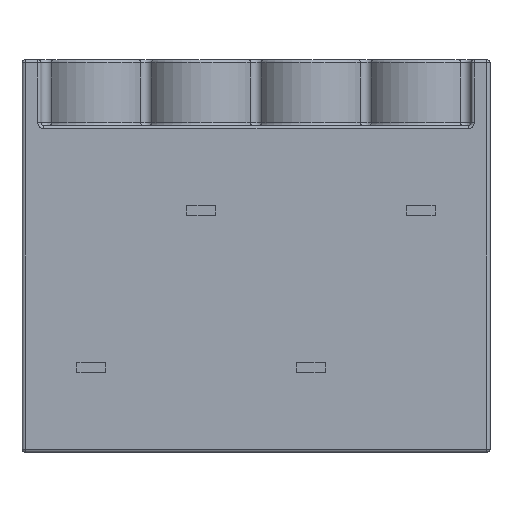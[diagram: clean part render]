
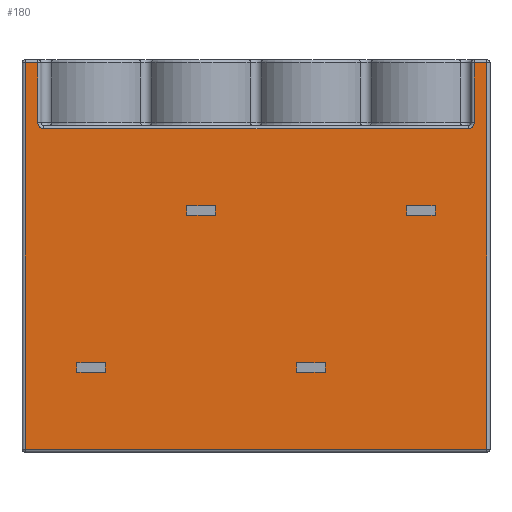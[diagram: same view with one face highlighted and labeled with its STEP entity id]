
A CAD part, front view. The second image highlights one B-rep face of the part: STEP entity #180.
In plain terms, the highlighted planar face has unit normal (0, -1, 0).
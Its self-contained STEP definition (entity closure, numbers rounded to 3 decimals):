
#180=ADVANCED_FACE('',(#547,#548,#549,#550,#551),#552,.T.);
#547=FACE_OUTER_BOUND('',#1701,.T.);
#548=FACE_BOUND('',#1702,.T.);
#549=FACE_BOUND('',#1703,.T.);
#550=FACE_BOUND('',#1704,.T.);
#551=FACE_BOUND('',#1705,.T.);
#552=PLANE('',#1706);
#1701=EDGE_LOOP('',(#3237,#3238,#3239,#3240,#3241,#3242,#3243,#3244,#3245,#3246));
#1702=EDGE_LOOP('',(#3247,#3248,#3249,#3250));
#1703=EDGE_LOOP('',(#3251,#3252,#3253,#3254));
#1704=EDGE_LOOP('',(#3255,#3256,#3257,#3258));
#1705=EDGE_LOOP('',(#3259,#3260,#3261,#3262));
#1706=AXIS2_PLACEMENT_3D('',#3263,#3264,#3265);
#3237=ORIENTED_EDGE('',*,*,#4219,.T.);
#3238=ORIENTED_EDGE('',*,*,#4220,.T.);
#3239=ORIENTED_EDGE('',*,*,#4218,.T.);
#3240=ORIENTED_EDGE('',*,*,#4213,.F.);
#3241=ORIENTED_EDGE('',*,*,#4054,.F.);
#3242=ORIENTED_EDGE('',*,*,#4050,.F.);
#3243=ORIENTED_EDGE('',*,*,#4047,.F.);
#3244=ORIENTED_EDGE('',*,*,#4221,.T.);
#3245=ORIENTED_EDGE('',*,*,#4222,.T.);
#3246=ORIENTED_EDGE('',*,*,#4223,.T.);
#3247=ORIENTED_EDGE('',*,*,#4224,.T.);
#3248=ORIENTED_EDGE('',*,*,#4225,.T.);
#3249=ORIENTED_EDGE('',*,*,#4226,.F.);
#3250=ORIENTED_EDGE('',*,*,#4227,.F.);
#3251=ORIENTED_EDGE('',*,*,#4228,.T.);
#3252=ORIENTED_EDGE('',*,*,#4229,.T.);
#3253=ORIENTED_EDGE('',*,*,#4230,.F.);
#3254=ORIENTED_EDGE('',*,*,#4231,.F.);
#3255=ORIENTED_EDGE('',*,*,#4232,.T.);
#3256=ORIENTED_EDGE('',*,*,#4233,.T.);
#3257=ORIENTED_EDGE('',*,*,#4234,.F.);
#3258=ORIENTED_EDGE('',*,*,#4235,.F.);
#3259=ORIENTED_EDGE('',*,*,#4236,.T.);
#3260=ORIENTED_EDGE('',*,*,#4237,.T.);
#3261=ORIENTED_EDGE('',*,*,#4238,.F.);
#3262=ORIENTED_EDGE('',*,*,#4239,.F.);
#3263=CARTESIAN_POINT('',(-7.45,0.0,0.0));
#3264=DIRECTION('',(0.0,-1.0,0.0));
#3265=DIRECTION('',(0.0,0.0,-1.0));
#4047=EDGE_CURVE('',#4677,#4679,#4680,.T.);
#4050=EDGE_CURVE('',#4679,#4683,#4684,.T.);
#4054=EDGE_CURVE('',#4683,#4689,#4690,.T.);
#4213=EDGE_CURVE('',#4689,#4944,#4945,.T.);
#4218=EDGE_CURVE('',#4949,#4944,#4951,.T.);
#4219=EDGE_CURVE('',#4952,#4953,#4954,.T.);
#4220=EDGE_CURVE('',#4953,#4949,#4955,.T.);
#4221=EDGE_CURVE('',#4677,#4956,#4957,.T.);
#4222=EDGE_CURVE('',#4956,#4958,#4959,.T.);
#4223=EDGE_CURVE('',#4958,#4952,#4960,.T.);
#4224=EDGE_CURVE('',#4961,#4962,#4963,.T.);
#4225=EDGE_CURVE('',#4962,#4964,#4965,.T.);
#4226=EDGE_CURVE('',#4966,#4964,#4967,.T.);
#4227=EDGE_CURVE('',#4961,#4966,#4968,.T.);
#4228=EDGE_CURVE('',#4969,#4970,#4971,.T.);
#4229=EDGE_CURVE('',#4970,#4972,#4973,.T.);
#4230=EDGE_CURVE('',#4974,#4972,#4975,.T.);
#4231=EDGE_CURVE('',#4969,#4974,#4976,.T.);
#4232=EDGE_CURVE('',#4977,#4978,#4979,.T.);
#4233=EDGE_CURVE('',#4978,#4980,#4981,.T.);
#4234=EDGE_CURVE('',#4982,#4980,#4983,.T.);
#4235=EDGE_CURVE('',#4977,#4982,#4984,.T.);
#4236=EDGE_CURVE('',#4985,#4986,#4987,.T.);
#4237=EDGE_CURVE('',#4986,#4988,#4989,.T.);
#4238=EDGE_CURVE('',#4990,#4988,#4991,.T.);
#4239=EDGE_CURVE('',#4985,#4990,#4992,.T.);
#4677=VERTEX_POINT('',#5930);
#4679=VERTEX_POINT('',#5932);
#4680=LINE('',#5933,#5934);
#4683=VERTEX_POINT('',#5937);
#4684=LINE('',#5938,#5939);
#4689=VERTEX_POINT('',#5944);
#4690=LINE('',#5945,#5946);
#4944=VERTEX_POINT('',#6320);
#4945=LINE('',#6321,#6322);
#4949=VERTEX_POINT('',#6326);
#4951=LINE('',#6328,#6329);
#4952=VERTEX_POINT('',#6330);
#4953=VERTEX_POINT('',#6331);
#4954=CIRCLE('',#6332,0.2);
#4955=LINE('',#6333,#6334);
#4956=VERTEX_POINT('',#6335);
#4957=LINE('',#6336,#6337);
#4958=VERTEX_POINT('',#6338);
#4959=CIRCLE('',#6339,0.2);
#4960=LINE('',#6340,#6341);
#4961=VERTEX_POINT('',#6342);
#4962=VERTEX_POINT('',#6343);
#4963=LINE('',#6344,#6345);
#4964=VERTEX_POINT('',#6346);
#4965=LINE('',#6347,#6348);
#4966=VERTEX_POINT('',#6349);
#4967=LINE('',#6350,#6351);
#4968=LINE('',#6352,#6353);
#4969=VERTEX_POINT('',#6354);
#4970=VERTEX_POINT('',#6355);
#4971=LINE('',#6356,#6357);
#4972=VERTEX_POINT('',#6358);
#4973=LINE('',#6359,#6360);
#4974=VERTEX_POINT('',#6361);
#4975=LINE('',#6362,#6363);
#4976=LINE('',#6364,#6365);
#4977=VERTEX_POINT('',#6366);
#4978=VERTEX_POINT('',#6367);
#4979=LINE('',#6368,#6369);
#4980=VERTEX_POINT('',#6370);
#4981=LINE('',#6371,#6372);
#4982=VERTEX_POINT('',#6373);
#4983=LINE('',#6374,#6375);
#4984=LINE('',#6376,#6377);
#4985=VERTEX_POINT('',#6378);
#4986=VERTEX_POINT('',#6379);
#4987=LINE('',#6380,#6381);
#4988=VERTEX_POINT('',#6382);
#4989=LINE('',#6383,#6384);
#4990=VERTEX_POINT('',#6385);
#4991=LINE('',#6386,#6387);
#4992=LINE('',#6388,#6389);
#5930=CARTESIAN_POINT('',(6.95,0.0,-0.1));
#5932=CARTESIAN_POINT('',(7.35,0.0,-0.1));
#5933=CARTESIAN_POINT('',(6.95,0.0,-0.1));
#5934=VECTOR('',#6946,0.4);
#5937=CARTESIAN_POINT('',(7.35,0.0,-12.4));
#5938=CARTESIAN_POINT('',(7.35,0.0,-0.1));
#5939=VECTOR('',#6953,12.3);
#5944=CARTESIAN_POINT('',(-7.35,0.0,-12.4));
#5945=CARTESIAN_POINT('',(7.35,0.0,-12.4));
#5946=VECTOR('',#6963,14.7);
#6320=CARTESIAN_POINT('',(-7.35,0.0,-0.1));
#6321=CARTESIAN_POINT('',(-7.35,0.0,-12.4));
#6322=VECTOR('',#7198,12.3);
#6326=CARTESIAN_POINT('',(-6.95,0.0,-0.1));
#6328=CARTESIAN_POINT('',(-6.95,0.0,-0.1));
#6329=VECTOR('',#7211,0.4);
#6330=CARTESIAN_POINT('',(-6.75,0.0,-2.2));
#6331=CARTESIAN_POINT('',(-6.95,0.0,-2.0));
#6332=AXIS2_PLACEMENT_3D('',#7212,#7213,#7214);
#6333=CARTESIAN_POINT('',(-6.95,0.0,-2.0));
#6334=VECTOR('',#7215,1.9);
#6335=CARTESIAN_POINT('',(6.95,0.0,-2.0));
#6336=CARTESIAN_POINT('',(6.95,0.0,-0.1));
#6337=VECTOR('',#7216,1.9);
#6338=CARTESIAN_POINT('',(6.75,0.0,-2.2));
#6339=AXIS2_PLACEMENT_3D('',#7217,#7218,#7219);
#6340=CARTESIAN_POINT('',(6.75,0.0,-2.2));
#6341=VECTOR('',#7220,13.5);
#6342=CARTESIAN_POINT('',(1.3,0.0,-9.65));
#6343=CARTESIAN_POINT('',(2.2,0.0,-9.65));
#6344=CARTESIAN_POINT('',(1.3,0.0,-9.65));
#6345=VECTOR('',#7221,0.9);
#6346=CARTESIAN_POINT('',(2.2,0.0,-9.95));
#6347=CARTESIAN_POINT('',(2.2,0.0,-9.65));
#6348=VECTOR('',#7222,0.3);
#6349=CARTESIAN_POINT('',(1.3,0.0,-9.95));
#6350=CARTESIAN_POINT('',(1.3,0.0,-9.95));
#6351=VECTOR('',#7223,0.9);
#6352=CARTESIAN_POINT('',(1.3,0.0,-9.65));
#6353=VECTOR('',#7224,0.3);
#6354=CARTESIAN_POINT('',(-1.3,0.0,-4.95));
#6355=CARTESIAN_POINT('',(-2.2,0.0,-4.95));
#6356=CARTESIAN_POINT('',(-1.3,0.0,-4.95));
#6357=VECTOR('',#7225,0.9);
#6358=CARTESIAN_POINT('',(-2.2,0.0,-4.65));
#6359=CARTESIAN_POINT('',(-2.2,0.0,-4.95));
#6360=VECTOR('',#7226,0.3);
#6361=CARTESIAN_POINT('',(-1.3,0.0,-4.65));
#6362=CARTESIAN_POINT('',(-1.3,0.0,-4.65));
#6363=VECTOR('',#7227,0.9);
#6364=CARTESIAN_POINT('',(-1.3,0.0,-4.95));
#6365=VECTOR('',#7228,0.3);
#6366=CARTESIAN_POINT('',(5.7,0.0,-4.95));
#6367=CARTESIAN_POINT('',(4.8,0.0,-4.95));
#6368=CARTESIAN_POINT('',(5.7,0.0,-4.95));
#6369=VECTOR('',#7229,0.9);
#6370=CARTESIAN_POINT('',(4.8,0.0,-4.65));
#6371=CARTESIAN_POINT('',(4.8,0.0,-4.95));
#6372=VECTOR('',#7230,0.3);
#6373=CARTESIAN_POINT('',(5.7,0.0,-4.65));
#6374=CARTESIAN_POINT('',(5.7,0.0,-4.65));
#6375=VECTOR('',#7231,0.9);
#6376=CARTESIAN_POINT('',(5.7,0.0,-4.95));
#6377=VECTOR('',#7232,0.3);
#6378=CARTESIAN_POINT('',(-5.7,0.0,-9.65));
#6379=CARTESIAN_POINT('',(-4.8,0.0,-9.65));
#6380=CARTESIAN_POINT('',(-5.7,0.0,-9.65));
#6381=VECTOR('',#7233,0.9);
#6382=CARTESIAN_POINT('',(-4.8,0.0,-9.95));
#6383=CARTESIAN_POINT('',(-4.8,0.0,-9.65));
#6384=VECTOR('',#7234,0.3);
#6385=CARTESIAN_POINT('',(-5.7,0.0,-9.95));
#6386=CARTESIAN_POINT('',(-5.7,0.0,-9.95));
#6387=VECTOR('',#7235,0.9);
#6388=CARTESIAN_POINT('',(-5.7,0.0,-9.65));
#6389=VECTOR('',#7236,0.3);
#6946=DIRECTION('',(1.0,0.0,0.0));
#6953=DIRECTION('',(0.0,0.0,-1.0));
#6963=DIRECTION('',(-1.0,0.0,0.0));
#7198=DIRECTION('',(0.0,0.0,1.0));
#7211=DIRECTION('',(-1.0,0.0,0.0));
#7212=CARTESIAN_POINT('',(-6.75,0.0,-2.0));
#7213=DIRECTION('',(0.0,1.0,0.0));
#7214=DIRECTION('',(0.0,0.0,-1.0));
#7215=DIRECTION('',(0.0,0.0,1.0));
#7216=DIRECTION('',(0.0,0.0,-1.0));
#7217=CARTESIAN_POINT('',(6.75,0.0,-2.0));
#7218=DIRECTION('',(-0.0,1.0,0.0));
#7219=DIRECTION('',(1.0,0.0,0.0));
#7220=DIRECTION('',(-1.0,0.0,0.0));
#7221=DIRECTION('',(1.0,0.0,0.0));
#7222=DIRECTION('',(0.0,0.0,-1.0));
#7223=DIRECTION('',(1.0,0.0,0.0));
#7224=DIRECTION('',(0.0,0.0,-1.0));
#7225=DIRECTION('',(-1.0,0.0,0.0));
#7226=DIRECTION('',(0.0,0.0,1.0));
#7227=DIRECTION('',(-1.0,0.0,0.0));
#7228=DIRECTION('',(0.0,0.0,1.0));
#7229=DIRECTION('',(-1.0,0.0,0.0));
#7230=DIRECTION('',(0.0,0.0,1.0));
#7231=DIRECTION('',(-1.0,0.0,0.0));
#7232=DIRECTION('',(0.0,0.0,1.0));
#7233=DIRECTION('',(1.0,0.0,0.0));
#7234=DIRECTION('',(0.0,0.0,-1.0));
#7235=DIRECTION('',(1.0,0.0,0.0));
#7236=DIRECTION('',(0.0,0.0,-1.0));
